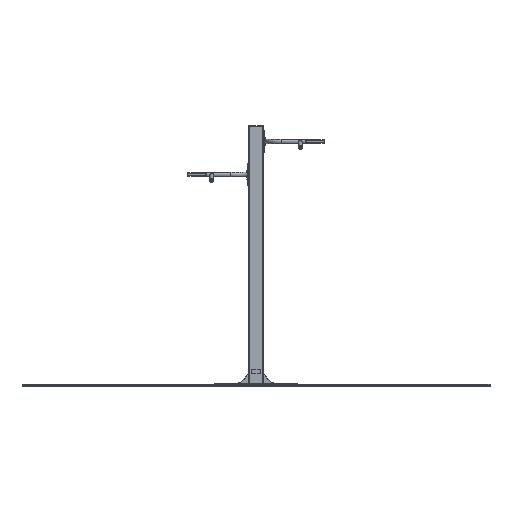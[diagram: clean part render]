
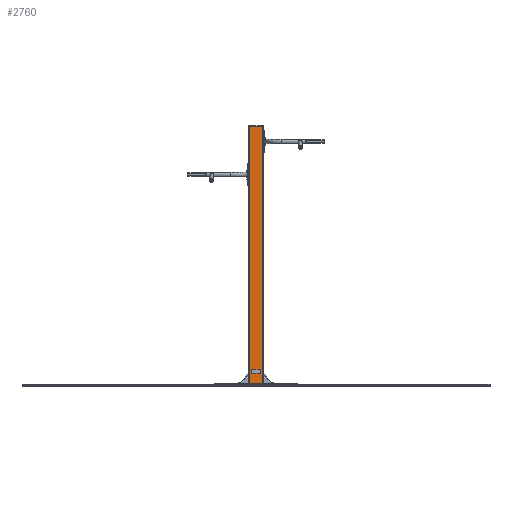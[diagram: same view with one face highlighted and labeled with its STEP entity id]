
A CAD part, top view. The second image highlights one B-rep face of the part: STEP entity #2760.
In plain terms, the highlighted face is planar.
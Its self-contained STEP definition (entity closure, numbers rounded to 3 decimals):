
#2760=ADVANCED_FACE('',(#5285),#5287,.T.);
#5285=FACE_BOUND('',#5286,.T.);
#5286=EDGE_LOOP('',(#7335,#7336,#7337,#7338));
#5287=PLANE('',#5288);
#5288=AXIS2_PLACEMENT_3D('',#5289,#5290,#5291);
#5289=CARTESIAN_POINT('',(0.,0.,-133.));
#5290=DIRECTION('',(-1.,0.,0.));
#5291=DIRECTION('',(0.,0.,1.));
#7335=ORIENTED_EDGE('',*,*,#8724,.T.);
#7336=ORIENTED_EDGE('',*,*,#8725,.T.);
#7337=ORIENTED_EDGE('',*,*,#8726,.F.);
#7338=ORIENTED_EDGE('',*,*,#8722,.F.);
#8722=EDGE_CURVE('',#9504,#9506,#9507,.T.);
#8724=EDGE_CURVE('',#9504,#9509,#9510,.T.);
#8725=EDGE_CURVE('',#9509,#9511,#9512,.T.);
#8726=EDGE_CURVE('',#9506,#9511,#9513,.T.);
#9504=VERTEX_POINT('',#10908);
#9506=VERTEX_POINT('',#10913);
#9507=LINE('',#10914,#10915);
#9509=VERTEX_POINT('',#10921);
#9510=LINE('',#10922,#10923);
#9511=VERTEX_POINT('',#10925);
#9512=LINE('',#10926,#10927);
#9513=LINE('',#10929,#10930);
#10908=CARTESIAN_POINT('',(0.,0.,-133.));
#10913=CARTESIAN_POINT('',(0.,2340.,-133.));
#10914=CARTESIAN_POINT('',(0.,0.,-133.));
#10915=VECTOR('',#10916,1.);
#10916=DIRECTION('',(0.,1.,0.));
#10921=CARTESIAN_POINT('',(0.,0.,-7.));
#10922=CARTESIAN_POINT('',(0.,0.,-133.));
#10923=VECTOR('',#10924,1.);
#10924=DIRECTION('',(0.,0.,1.));
#10925=CARTESIAN_POINT('',(0.,2340.,-7.));
#10926=CARTESIAN_POINT('',(0.,0.,-7.));
#10927=VECTOR('',#10928,1.);
#10928=DIRECTION('',(0.,1.,0.));
#10929=CARTESIAN_POINT('',(0.,2340.,-133.));
#10930=VECTOR('',#10931,1.);
#10931=DIRECTION('',(0.,0.,1.));
